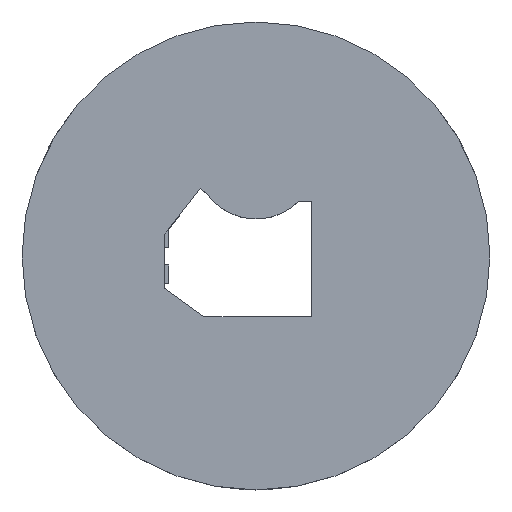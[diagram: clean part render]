
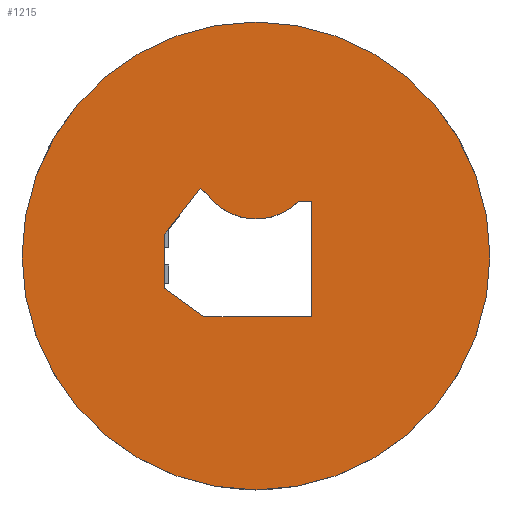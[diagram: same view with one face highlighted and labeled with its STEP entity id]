
A CAD part, top view. The second image highlights one B-rep face of the part: STEP entity #1215.
In plain terms, the highlighted planar face has unit normal (0, 0, 1).
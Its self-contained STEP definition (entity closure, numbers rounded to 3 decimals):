
#34=FACE_BOUND('',#261,.T.);
#107=PLANE('',#1341);
#174=FACE_OUTER_BOUND('',#260,.T.);
#260=EDGE_LOOP('',(#1125));
#261=EDGE_LOOP('',(#1126,#1127,#1128,#1129,#1130,#1131,#1132,#1133));
#290=LINE('',#1944,#403);
#294=LINE('',#1951,#407);
#298=LINE('',#1963,#411);
#301=LINE('',#1969,#414);
#304=LINE('',#1975,#417);
#307=LINE('',#1981,#420);
#311=LINE('',#1988,#424);
#403=VECTOR('',#1498,10.);
#407=VECTOR('',#1504,10.);
#411=VECTOR('',#1516,10.);
#414=VECTOR('',#1521,10.);
#417=VECTOR('',#1526,10.);
#420=VECTOR('',#1531,10.);
#424=VECTOR('',#1537,10.);
#511=CIRCLE('',#1296,14.131);
#520=CIRCLE('',#1340,55.);
#573=VERTEX_POINT('',#1941);
#574=VERTEX_POINT('',#1943);
#576=VERTEX_POINT('',#1949);
#578=VERTEX_POINT('',#1955);
#580=VERTEX_POINT('',#1961);
#582=VERTEX_POINT('',#1967);
#584=VERTEX_POINT('',#1973);
#586=VERTEX_POINT('',#1979);
#632=VERTEX_POINT('',#2132);
#704=EDGE_CURVE('',#574,#573,#290,.T.);
#708=EDGE_CURVE('',#573,#576,#294,.T.);
#711=EDGE_CURVE('',#576,#578,#511,.T.);
#714=EDGE_CURVE('',#578,#580,#298,.T.);
#717=EDGE_CURVE('',#580,#582,#301,.T.);
#720=EDGE_CURVE('',#582,#584,#304,.T.);
#723=EDGE_CURVE('',#584,#586,#307,.T.);
#727=EDGE_CURVE('',#586,#574,#311,.T.);
#798=EDGE_CURVE('',#632,#632,#520,.T.);
#1125=ORIENTED_EDGE('',*,*,#798,.T.);
#1126=ORIENTED_EDGE('',*,*,#704,.T.);
#1127=ORIENTED_EDGE('',*,*,#708,.T.);
#1128=ORIENTED_EDGE('',*,*,#711,.T.);
#1129=ORIENTED_EDGE('',*,*,#714,.T.);
#1130=ORIENTED_EDGE('',*,*,#717,.T.);
#1131=ORIENTED_EDGE('',*,*,#720,.T.);
#1132=ORIENTED_EDGE('',*,*,#723,.T.);
#1133=ORIENTED_EDGE('',*,*,#727,.T.);
#1215=ADVANCED_FACE('',(#174,#34),#107,.T.);
#1296=AXIS2_PLACEMENT_3D('',#1957,#1510,#1511);
#1340=AXIS2_PLACEMENT_3D('',#2133,#1676,#1677);
#1341=AXIS2_PLACEMENT_3D('',#2135,#1679,#1680);
#1498=DIRECTION('',(0.616,0.788,0.));
#1504=DIRECTION('',(0.81,-0.586,0.));
#1510=DIRECTION('center_axis',(0.,0.,1.));
#1511=DIRECTION('ref_axis',(0.706,-0.708,0.));
#1516=DIRECTION('',(1.,0.,0.));
#1521=DIRECTION('',(0.,-1.,0.));
#1526=DIRECTION('',(-1.,0.,0.));
#1531=DIRECTION('',(-0.813,0.582,0.));
#1537=DIRECTION('',(0.,1.,0.));
#1676=DIRECTION('center_axis',(0.,0.,1.));
#1677=DIRECTION('ref_axis',(1.,0.,0.));
#1679=DIRECTION('center_axis',(0.,0.,1.));
#1680=DIRECTION('ref_axis',(1.,0.,0.));
#1941=CARTESIAN_POINT('',(-13.1,15.8,150.));
#1943=CARTESIAN_POINT('',(-21.601,4.924,150.));
#1944=CARTESIAN_POINT('',(-14.449,14.074,150.));
#1949=CARTESIAN_POINT('',(-11.548,14.678,150.));
#1951=CARTESIAN_POINT('',(-4.272,9.415,150.));
#1955=CARTESIAN_POINT('',(9.976,12.814,150.));
#1957=CARTESIAN_POINT('Origin',(0.,22.821,150.));
#1961=CARTESIAN_POINT('',(13.095,12.814,150.));
#1963=CARTESIAN_POINT('',(6.548,12.814,150.));
#1967=CARTESIAN_POINT('',(13.095,-14.261,150.));
#1969=CARTESIAN_POINT('',(13.095,-7.13,150.));
#1973=CARTESIAN_POINT('',(-12.26,-14.261,150.));
#1975=CARTESIAN_POINT('',(-6.13,-14.261,150.));
#1979=CARTESIAN_POINT('',(-21.601,-7.57,150.));
#1981=CARTESIAN_POINT('',(-16.254,-11.399,150.));
#1988=CARTESIAN_POINT('',(-21.601,2.462,150.));
#2132=CARTESIAN_POINT('',(-55.,0.,150.));
#2133=CARTESIAN_POINT('Origin',(0.,0.,150.));
#2135=CARTESIAN_POINT('Origin',(0.,0.,150.));
